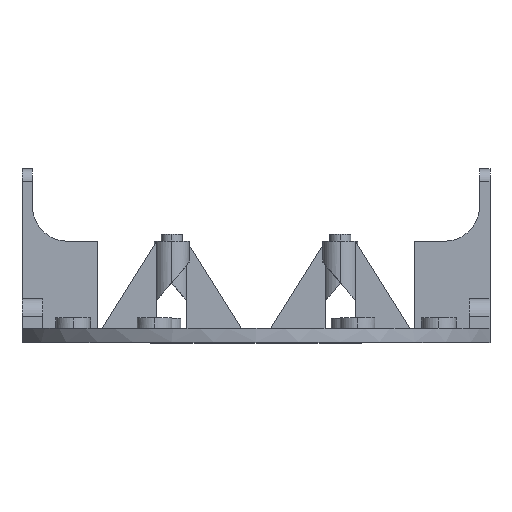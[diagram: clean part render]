
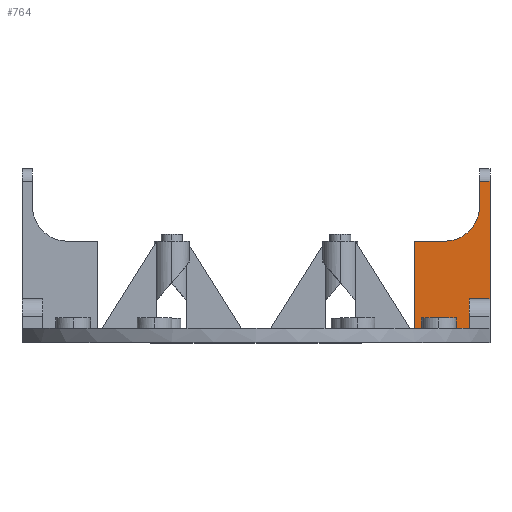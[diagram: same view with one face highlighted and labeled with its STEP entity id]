
A CAD part, top view. The second image highlights one B-rep face of the part: STEP entity #764.
In plain terms, the highlighted planar face has unit normal (0, 0, 1).
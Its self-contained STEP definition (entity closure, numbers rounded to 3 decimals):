
#207 = ORIENTED_EDGE ( 'NONE', *, *, #9227, .F. ) ;
#410 = ORIENTED_EDGE ( 'NONE', *, *, #9689, .T. ) ;
#468 = FACE_OUTER_BOUND ( 'NONE', #10029, .T. ) ;
#710 = EDGE_CURVE ( 'NONE', #8031, #2889, #8792, .T. ) ;
#762 = DIRECTION ( 'NONE',  ( 0., -1., 0. ) ) ;
#764 = ADVANCED_FACE ( 'NONE', ( #468 ), #2774, .F. ) ;
#887 = ORIENTED_EDGE ( 'NONE', *, *, #7470, .T. ) ;
#972 = DIRECTION ( 'NONE',  ( -1., 0., 0. ) ) ;
#1091 = DIRECTION ( 'NONE',  ( 0., 0., -1. ) ) ;
#1308 = CARTESIAN_POINT ( 'NONE',  ( 45.3, 4., 14.65 ) ) ;
#1566 = AXIS2_PLACEMENT_3D ( 'NONE', #8896, #1091, #8943 ) ;
#1654 = DIRECTION ( 'NONE',  ( 1., 0., 0. ) ) ;
#1667 = ORIENTED_EDGE ( 'NONE', *, *, #710, .T. ) ;
#1801 = ORIENTED_EDGE ( 'NONE', *, *, #3152, .T. ) ;
#2148 = CARTESIAN_POINT ( 'NONE',  ( 67., 12.5, 14.65 ) ) ;
#2304 = VECTOR ( 'NONE', #5143, 1000. ) ;
#2383 = VECTOR ( 'NONE', #8514, 1000. ) ;
#2524 = EDGE_CURVE ( 'NONE', #8843, #4177, #3908, .T. ) ;
#2559 = CARTESIAN_POINT ( 'NONE',  ( 64., 39., 14.65 ) ) ;
#2609 = CARTESIAN_POINT ( 'NONE',  ( 64., 46.2, 14.65 ) ) ;
#2715 = CARTESIAN_POINT ( 'NONE',  ( 67., 29., 14.65 ) ) ;
#2774 = PLANE ( 'NONE',  #1566 ) ;
#2877 = AXIS2_PLACEMENT_3D ( 'NONE', #3606, #5102, #2894 ) ;
#2889 = VERTEX_POINT ( 'NONE', #2148 ) ;
#2894 = DIRECTION ( 'NONE',  ( -1., 0., 0. ) ) ;
#3010 = CARTESIAN_POINT ( 'NONE',  ( 64., 39., 14.65 ) ) ;
#3036 = CARTESIAN_POINT ( 'NONE',  ( 45.3, 4., 14.65 ) ) ;
#3152 = EDGE_CURVE ( 'NONE', #6526, #3313, #3781, .T. ) ;
#3215 = VECTOR ( 'NONE', #1654, 1000. ) ;
#3283 = ORIENTED_EDGE ( 'NONE', *, *, #9813, .T. ) ;
#3313 = VERTEX_POINT ( 'NONE', #5409 ) ;
#3480 = VERTEX_POINT ( 'NONE', #5657 ) ;
#3606 = CARTESIAN_POINT ( 'NONE',  ( 54., 39., 14.65 ) ) ;
#3781 = LINE ( 'NONE', #1308, #2383 ) ;
#3864 = VERTEX_POINT ( 'NONE', #2559 ) ;
#3908 = LINE ( 'NONE', #8838, #4335 ) ;
#4139 = ORIENTED_EDGE ( 'NONE', *, *, #2524, .F. ) ;
#4177 = VERTEX_POINT ( 'NONE', #4556 ) ;
#4335 = VECTOR ( 'NONE', #4679, 1000. ) ;
#4556 = CARTESIAN_POINT ( 'NONE',  ( 54., 29., 14.65 ) ) ;
#4625 = VECTOR ( 'NONE', #9176, 1000. ) ;
#4679 = DIRECTION ( 'NONE',  ( 1., 0., 0. ) ) ;
#4819 = ORIENTED_EDGE ( 'NONE', *, *, #6966, .T. ) ;
#4923 = LINE ( 'NONE', #2715, #6110 ) ;
#4990 = CARTESIAN_POINT ( 'NONE',  ( 45.3, 29., 14.65 ) ) ;
#5102 = DIRECTION ( 'NONE',  ( 0., 0., -1. ) ) ;
#5143 = DIRECTION ( 'NONE',  ( 0., -1., 0. ) ) ;
#5409 = CARTESIAN_POINT ( 'NONE',  ( 61., 4., 14.65 ) ) ;
#5657 = CARTESIAN_POINT ( 'NONE',  ( 64., 46.2, 14.65 ) ) ;
#5869 = LINE ( 'NONE', #9207, #2304 ) ;
#5924 = ORIENTED_EDGE ( 'NONE', *, *, #5978, .T. ) ;
#5978 = EDGE_CURVE ( 'NONE', #3864, #4177, #8780, .T. ) ;
#6045 = CARTESIAN_POINT ( 'NONE',  ( 61., 12.5, 14.65 ) ) ;
#6110 = VECTOR ( 'NONE', #8068, 1000. ) ;
#6480 = CARTESIAN_POINT ( 'NONE',  ( 61., 12.5, 14.65 ) ) ;
#6526 = VERTEX_POINT ( 'NONE', #3036 ) ;
#6698 = LINE ( 'NONE', #6045, #4625 ) ;
#6935 = CARTESIAN_POINT ( 'NONE',  ( 61., 12.5, 14.65 ) ) ;
#6966 = EDGE_CURVE ( 'NONE', #9066, #3480, #7280, .T. ) ;
#7248 = VECTOR ( 'NONE', #762, 1000. ) ;
#7280 = LINE ( 'NONE', #2609, #9527 ) ;
#7470 = EDGE_CURVE ( 'NONE', #8843, #6526, #5869, .T. ) ;
#7766 = CARTESIAN_POINT ( 'NONE',  ( 67., 46.2, 14.65 ) ) ;
#7788 = LINE ( 'NONE', #3010, #7248 ) ;
#8031 = VERTEX_POINT ( 'NONE', #6935 ) ;
#8068 = DIRECTION ( 'NONE',  ( 0., -1., 0. ) ) ;
#8514 = DIRECTION ( 'NONE',  ( 1., 0., 0. ) ) ;
#8780 = CIRCLE ( 'NONE', #2877, 10. ) ;
#8792 = LINE ( 'NONE', #6480, #3215 ) ;
#8838 = CARTESIAN_POINT ( 'NONE',  ( 45.3, 29., 14.65 ) ) ;
#8843 = VERTEX_POINT ( 'NONE', #4990 ) ;
#8896 = CARTESIAN_POINT ( 'NONE',  ( 45.3, 29., 14.65 ) ) ;
#8943 = DIRECTION ( 'NONE',  ( -1., 0., 0. ) ) ;
#9066 = VERTEX_POINT ( 'NONE', #7766 ) ;
#9176 = DIRECTION ( 'NONE',  ( 0., 1., 0. ) ) ;
#9207 = CARTESIAN_POINT ( 'NONE',  ( 45.3, 29., 14.65 ) ) ;
#9227 = EDGE_CURVE ( 'NONE', #9066, #2889, #4923, .T. ) ;
#9527 = VECTOR ( 'NONE', #972, 1000. ) ;
#9689 = EDGE_CURVE ( 'NONE', #3313, #8031, #6698, .T. ) ;
#9813 = EDGE_CURVE ( 'NONE', #3480, #3864, #7788, .T. ) ;
#10029 = EDGE_LOOP ( 'NONE', ( #410, #1667, #207, #4819, #3283, #5924, #4139, #887, #1801 ) ) ;
